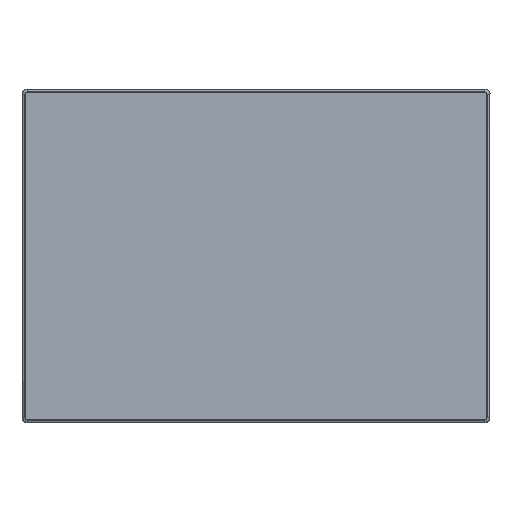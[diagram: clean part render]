
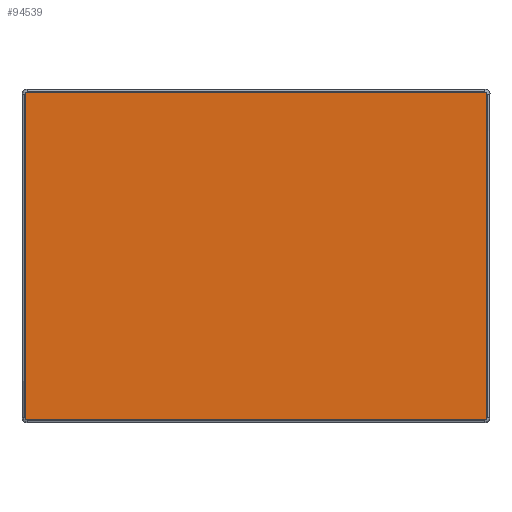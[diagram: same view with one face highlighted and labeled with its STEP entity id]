
A CAD part, top view. The second image highlights one B-rep face of the part: STEP entity #94539.
In plain terms, the highlighted planar face has unit normal (0, 0, 1).
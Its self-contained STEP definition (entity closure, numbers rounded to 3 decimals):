
#93981=CARTESIAN_POINT('Axis2P3D Location',(-102.64,-73.316,5.022)) ;
#94346=CARTESIAN_POINT('Vertex',(101.441,71.393,5.022)) ;
#94353=CARTESIAN_POINT('Vertex',(100.891,71.943,5.022)) ;
#94356=CARTESIAN_POINT('Axis2P3D Location',(100.891,71.393,5.022)) ;
#94377=CARTESIAN_POINT('Vertex',(101.441,-71.395,5.022)) ;
#94380=CARTESIAN_POINT('Line Origine',(101.441,-0.001,5.022)) ;
#94401=CARTESIAN_POINT('Vertex',(100.891,-71.945,5.022)) ;
#94404=CARTESIAN_POINT('Axis2P3D Location',(100.891,-71.395,5.022)) ;
#94425=CARTESIAN_POINT('Vertex',(-100.889,-71.945,5.022)) ;
#94428=CARTESIAN_POINT('Line Origine',(0.001,-71.945,5.022)) ;
#94449=CARTESIAN_POINT('Vertex',(-101.439,-71.395,5.022)) ;
#94452=CARTESIAN_POINT('Axis2P3D Location',(-100.889,-71.395,5.022)) ;
#94473=CARTESIAN_POINT('Vertex',(-101.439,71.393,5.022)) ;
#94476=CARTESIAN_POINT('Line Origine',(-101.439,-0.001,5.022)) ;
#94497=CARTESIAN_POINT('Vertex',(-100.889,71.943,5.022)) ;
#94500=CARTESIAN_POINT('Axis2P3D Location',(-100.889,71.393,5.022)) ;
#94517=CARTESIAN_POINT('Line Origine',(0.001,71.943,5.022)) ;
#93982=DIRECTION('Axis2P3D Direction',(0.,0.,1.)) ;
#93983=DIRECTION('Axis2P3D XDirection',(-1.,0.,0.)) ;
#94357=DIRECTION('Axis2P3D Direction',(0.,0.,1.)) ;
#94381=DIRECTION('Vector Direction',(0.,-1.,0.)) ;
#94405=DIRECTION('Axis2P3D Direction',(0.,0.,1.)) ;
#94429=DIRECTION('Vector Direction',(-1.,0.,0.)) ;
#94453=DIRECTION('Axis2P3D Direction',(0.,0.,1.)) ;
#94477=DIRECTION('Vector Direction',(0.,1.,0.)) ;
#94501=DIRECTION('Axis2P3D Direction',(0.,0.,1.)) ;
#94518=DIRECTION('Vector Direction',(1.,0.,0.)) ;
#93984=AXIS2_PLACEMENT_3D('Plane Axis2P3D',#93981,#93982,#93983) ;
#94358=AXIS2_PLACEMENT_3D('Circle Axis2P3D',#94356,#94357,$) ;
#94406=AXIS2_PLACEMENT_3D('Circle Axis2P3D',#94404,#94405,$) ;
#94454=AXIS2_PLACEMENT_3D('Circle Axis2P3D',#94452,#94453,$) ;
#94502=AXIS2_PLACEMENT_3D('Circle Axis2P3D',#94500,#94501,$) ;
#94530=ORIENTED_EDGE('',*,*,#94504,.F.) ;
#94531=ORIENTED_EDGE('',*,*,#94480,.F.) ;
#94532=ORIENTED_EDGE('',*,*,#94456,.F.) ;
#94533=ORIENTED_EDGE('',*,*,#94432,.F.) ;
#94534=ORIENTED_EDGE('',*,*,#94408,.F.) ;
#94535=ORIENTED_EDGE('',*,*,#94384,.F.) ;
#94536=ORIENTED_EDGE('',*,*,#94360,.F.) ;
#94537=ORIENTED_EDGE('',*,*,#94521,.F.) ;
#94382=VECTOR('Line Direction',#94381,1.) ;
#94430=VECTOR('Line Direction',#94429,1.) ;
#94478=VECTOR('Line Direction',#94477,1.) ;
#94519=VECTOR('Line Direction',#94518,1.) ;
#94539=ADVANCED_FACE('TS3-700-\X2\603B88C5FF0867007EC8FF09\X0\.1',(#94538),#93985,.T.) ;
#94359=CIRCLE('generated circle',#94358,0.55) ;
#94407=CIRCLE('generated circle',#94406,0.55) ;
#94455=CIRCLE('generated circle',#94454,0.55) ;
#94503=CIRCLE('generated circle',#94502,0.55) ;
#94360=EDGE_CURVE('',#94354,#94347,#94359,.F.) ;
#94384=EDGE_CURVE('',#94347,#94378,#94383,.T.) ;
#94408=EDGE_CURVE('',#94378,#94402,#94407,.F.) ;
#94432=EDGE_CURVE('',#94402,#94426,#94431,.T.) ;
#94456=EDGE_CURVE('',#94426,#94450,#94455,.F.) ;
#94480=EDGE_CURVE('',#94450,#94474,#94479,.T.) ;
#94504=EDGE_CURVE('',#94474,#94498,#94503,.F.) ;
#94521=EDGE_CURVE('',#94498,#94354,#94520,.T.) ;
#94529=EDGE_LOOP('',(#94530,#94531,#94532,#94533,#94534,#94535,#94536,#94537)) ;
#94538=FACE_OUTER_BOUND('',#94529,.T.) ;
#94383=LINE('Line',#94380,#94382) ;
#94431=LINE('Line',#94428,#94430) ;
#94479=LINE('Line',#94476,#94478) ;
#94520=LINE('Line',#94517,#94519) ;
#93985=PLANE('Plane',#93984) ;
#94347=VERTEX_POINT('',#94346) ;
#94354=VERTEX_POINT('',#94353) ;
#94378=VERTEX_POINT('',#94377) ;
#94402=VERTEX_POINT('',#94401) ;
#94426=VERTEX_POINT('',#94425) ;
#94450=VERTEX_POINT('',#94449) ;
#94474=VERTEX_POINT('',#94473) ;
#94498=VERTEX_POINT('',#94497) ;
